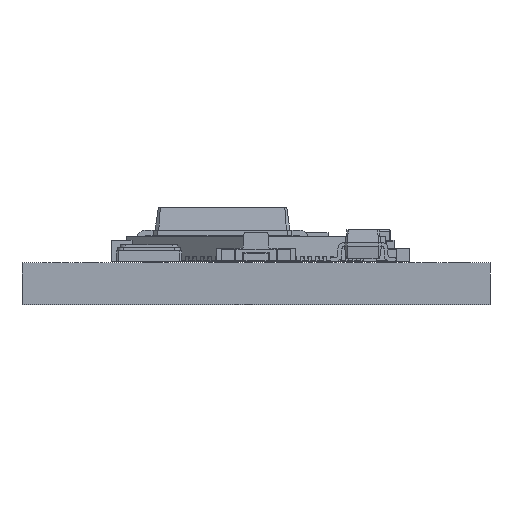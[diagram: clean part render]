
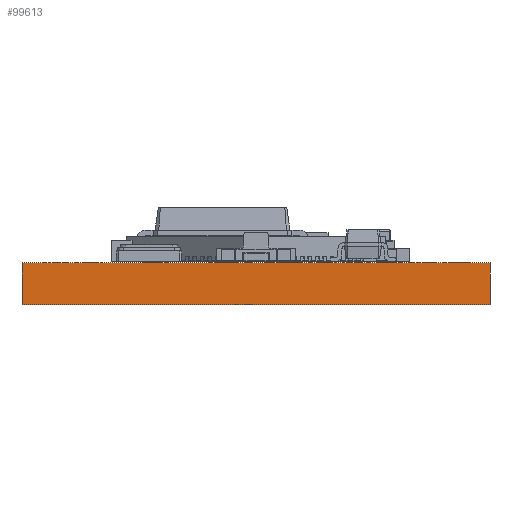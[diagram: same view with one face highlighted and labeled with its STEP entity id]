
A CAD part, front view. The second image highlights one B-rep face of the part: STEP entity #99613.
In plain terms, the highlighted planar face has unit normal (0, -1, 0).
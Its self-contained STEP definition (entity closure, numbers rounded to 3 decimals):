
#99613 = ADVANCED_FACE('',(#99614),#99628,.T.);
#99614 = FACE_BOUND('',#99615,.T.);
#99615 = EDGE_LOOP('',(#99616,#99651,#99679,#99707));
#99616 = ORIENTED_EDGE('',*,*,#99617,.T.);
#99617 = EDGE_CURVE('',#99618,#99620,#99622,.T.);
#99618 = VERTEX_POINT('',#99619);
#99619 = CARTESIAN_POINT('',(152.4,-127.,0.));
#99620 = VERTEX_POINT('',#99621);
#99621 = CARTESIAN_POINT('',(152.4,-127.,1.59));
#99622 = SURFACE_CURVE('',#99623,(#99627,#99639),.PCURVE_S1.);
#99623 = LINE('',#99624,#99625);
#99624 = CARTESIAN_POINT('',(152.4,-127.,0.));
#99625 = VECTOR('',#99626,1.);
#99626 = DIRECTION('',(0.,0.,1.));
#99627 = PCURVE('',#99628,#99633);
#99628 = PLANE('',#99629);
#99629 = AXIS2_PLACEMENT_3D('',#99630,#99631,#99632);
#99630 = CARTESIAN_POINT('',(152.4,-127.,0.));
#99631 = DIRECTION('',(0.,-1.,0.));
#99632 = DIRECTION('',(-1.,0.,0.));
#99633 = DEFINITIONAL_REPRESENTATION('',(#99634),#99638);
#99634 = LINE('',#99635,#99636);
#99635 = CARTESIAN_POINT('',(0.,-0.));
#99636 = VECTOR('',#99637,1.);
#99637 = DIRECTION('',(0.,-1.));
#99638 = ( GEOMETRIC_REPRESENTATION_CONTEXT(2) 
PARAMETRIC_REPRESENTATION_CONTEXT() REPRESENTATION_CONTEXT('2D SPACE',''
  ) );
#99639 = PCURVE('',#99640,#99645);
#99640 = PLANE('',#99641);
#99641 = AXIS2_PLACEMENT_3D('',#99642,#99643,#99644);
#99642 = CARTESIAN_POINT('',(152.4,-93.98,0.));
#99643 = DIRECTION('',(1.,0.,-0.));
#99644 = DIRECTION('',(0.,-1.,0.));
#99645 = DEFINITIONAL_REPRESENTATION('',(#99646),#99650);
#99646 = LINE('',#99647,#99648);
#99647 = CARTESIAN_POINT('',(33.02,0.));
#99648 = VECTOR('',#99649,1.);
#99649 = DIRECTION('',(0.,-1.));
#99650 = ( GEOMETRIC_REPRESENTATION_CONTEXT(2) 
PARAMETRIC_REPRESENTATION_CONTEXT() REPRESENTATION_CONTEXT('2D SPACE',''
  ) );
#99651 = ORIENTED_EDGE('',*,*,#99652,.T.);
#99652 = EDGE_CURVE('',#99620,#99653,#99655,.T.);
#99653 = VERTEX_POINT('',#99654);
#99654 = CARTESIAN_POINT('',(134.62,-127.,1.59));
#99655 = SURFACE_CURVE('',#99656,(#99660,#99667),.PCURVE_S1.);
#99656 = LINE('',#99657,#99658);
#99657 = CARTESIAN_POINT('',(152.4,-127.,1.59));
#99658 = VECTOR('',#99659,1.);
#99659 = DIRECTION('',(-1.,0.,0.));
#99660 = PCURVE('',#99628,#99661);
#99661 = DEFINITIONAL_REPRESENTATION('',(#99662),#99666);
#99662 = LINE('',#99663,#99664);
#99663 = CARTESIAN_POINT('',(0.,-1.59));
#99664 = VECTOR('',#99665,1.);
#99665 = DIRECTION('',(1.,0.));
#99666 = ( GEOMETRIC_REPRESENTATION_CONTEXT(2) 
PARAMETRIC_REPRESENTATION_CONTEXT() REPRESENTATION_CONTEXT('2D SPACE',''
  ) );
#99667 = PCURVE('',#99668,#99673);
#99668 = PLANE('',#99669);
#99669 = AXIS2_PLACEMENT_3D('',#99670,#99671,#99672);
#99670 = CARTESIAN_POINT('',(143.51,-110.49,1.59));
#99671 = DIRECTION('',(-0.,-0.,-1.));
#99672 = DIRECTION('',(-1.,0.,0.));
#99673 = DEFINITIONAL_REPRESENTATION('',(#99674),#99678);
#99674 = LINE('',#99675,#99676);
#99675 = CARTESIAN_POINT('',(-8.89,-16.51));
#99676 = VECTOR('',#99677,1.);
#99677 = DIRECTION('',(1.,0.));
#99678 = ( GEOMETRIC_REPRESENTATION_CONTEXT(2) 
PARAMETRIC_REPRESENTATION_CONTEXT() REPRESENTATION_CONTEXT('2D SPACE',''
  ) );
#99679 = ORIENTED_EDGE('',*,*,#99680,.F.);
#99680 = EDGE_CURVE('',#99681,#99653,#99683,.T.);
#99681 = VERTEX_POINT('',#99682);
#99682 = CARTESIAN_POINT('',(134.62,-127.,0.));
#99683 = SURFACE_CURVE('',#99684,(#99688,#99695),.PCURVE_S1.);
#99684 = LINE('',#99685,#99686);
#99685 = CARTESIAN_POINT('',(134.62,-127.,0.));
#99686 = VECTOR('',#99687,1.);
#99687 = DIRECTION('',(0.,0.,1.));
#99688 = PCURVE('',#99628,#99689);
#99689 = DEFINITIONAL_REPRESENTATION('',(#99690),#99694);
#99690 = LINE('',#99691,#99692);
#99691 = CARTESIAN_POINT('',(17.78,0.));
#99692 = VECTOR('',#99693,1.);
#99693 = DIRECTION('',(0.,-1.));
#99694 = ( GEOMETRIC_REPRESENTATION_CONTEXT(2) 
PARAMETRIC_REPRESENTATION_CONTEXT() REPRESENTATION_CONTEXT('2D SPACE',''
  ) );
#99695 = PCURVE('',#99696,#99701);
#99696 = PLANE('',#99697);
#99697 = AXIS2_PLACEMENT_3D('',#99698,#99699,#99700);
#99698 = CARTESIAN_POINT('',(134.62,-127.,0.));
#99699 = DIRECTION('',(-1.,0.,0.));
#99700 = DIRECTION('',(0.,1.,0.));
#99701 = DEFINITIONAL_REPRESENTATION('',(#99702),#99706);
#99702 = LINE('',#99703,#99704);
#99703 = CARTESIAN_POINT('',(0.,0.));
#99704 = VECTOR('',#99705,1.);
#99705 = DIRECTION('',(0.,-1.));
#99706 = ( GEOMETRIC_REPRESENTATION_CONTEXT(2) 
PARAMETRIC_REPRESENTATION_CONTEXT() REPRESENTATION_CONTEXT('2D SPACE',''
  ) );
#99707 = ORIENTED_EDGE('',*,*,#99708,.F.);
#99708 = EDGE_CURVE('',#99618,#99681,#99709,.T.);
#99709 = SURFACE_CURVE('',#99710,(#99714,#99721),.PCURVE_S1.);
#99710 = LINE('',#99711,#99712);
#99711 = CARTESIAN_POINT('',(152.4,-127.,0.));
#99712 = VECTOR('',#99713,1.);
#99713 = DIRECTION('',(-1.,0.,0.));
#99714 = PCURVE('',#99628,#99715);
#99715 = DEFINITIONAL_REPRESENTATION('',(#99716),#99720);
#99716 = LINE('',#99717,#99718);
#99717 = CARTESIAN_POINT('',(0.,-0.));
#99718 = VECTOR('',#99719,1.);
#99719 = DIRECTION('',(1.,0.));
#99720 = ( GEOMETRIC_REPRESENTATION_CONTEXT(2) 
PARAMETRIC_REPRESENTATION_CONTEXT() REPRESENTATION_CONTEXT('2D SPACE',''
  ) );
#99721 = PCURVE('',#99722,#99727);
#99722 = PLANE('',#99723);
#99723 = AXIS2_PLACEMENT_3D('',#99724,#99725,#99726);
#99724 = CARTESIAN_POINT('',(143.51,-110.49,0.));
#99725 = DIRECTION('',(-0.,-0.,-1.));
#99726 = DIRECTION('',(-1.,0.,0.));
#99727 = DEFINITIONAL_REPRESENTATION('',(#99728),#99732);
#99728 = LINE('',#99729,#99730);
#99729 = CARTESIAN_POINT('',(-8.89,-16.51));
#99730 = VECTOR('',#99731,1.);
#99731 = DIRECTION('',(1.,0.));
#99732 = ( GEOMETRIC_REPRESENTATION_CONTEXT(2) 
PARAMETRIC_REPRESENTATION_CONTEXT() REPRESENTATION_CONTEXT('2D SPACE',''
  ) );
